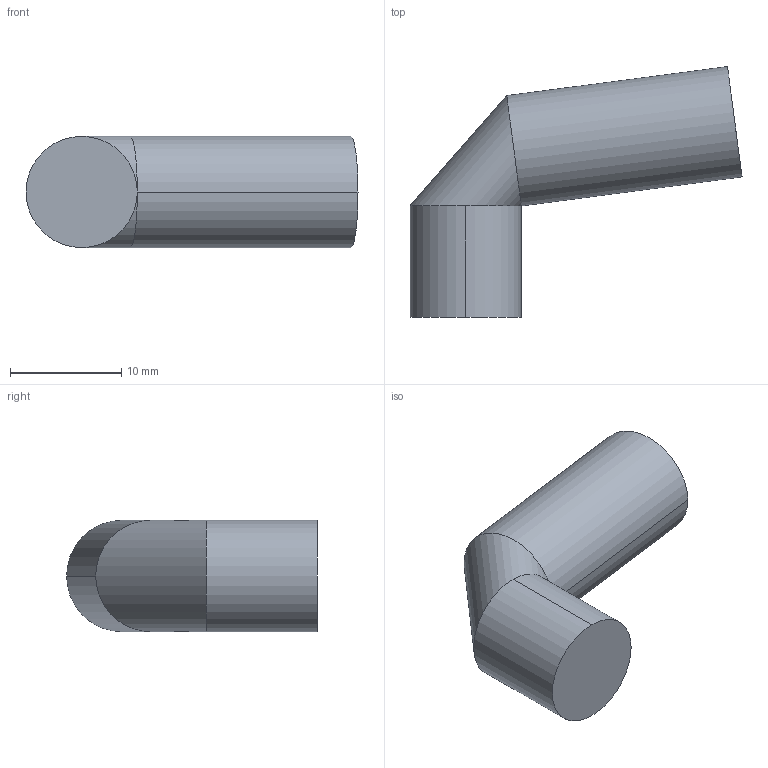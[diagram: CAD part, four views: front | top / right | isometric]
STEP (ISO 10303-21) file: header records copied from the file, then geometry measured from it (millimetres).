
FILE_DESCRIPTION (( 'STEP AP203' ), '1' );
FILE_NAME ('Stab to hull_Default_sldprt.STEP', '2021-04-13T21:44:58', ( '' ), ( '' ), 'SwSTEP 2.0', 'SolidWorks 2020', '' );
FILE_SCHEMA (( 'CONFIG_CONTROL_DESIGN' ));
Length unit declared in the file: millimetre
Products named in the file (1): Stab to hull_Default_sldprt
Bounding box: 29.83 x 22.52 x 10 mm (x, y, z)
Volume: 2775.5 mm3; surface area: 1659.8 mm2
Topology: 2 solids, 2 shells, 11 faces, 23 edges, 14 vertices
Faces by surface type: cylinder 6, plane 4, torus 1
Entity records: 369 total; most frequent: DIRECTION 60, CARTESIAN_POINT 47, ORIENTED_EDGE 42, AXIS2_PLACEMENT_3D 27, EDGE_CURVE 21, CIRCLE 15, VERTEX_POINT 14, EDGE_LOOP 13
